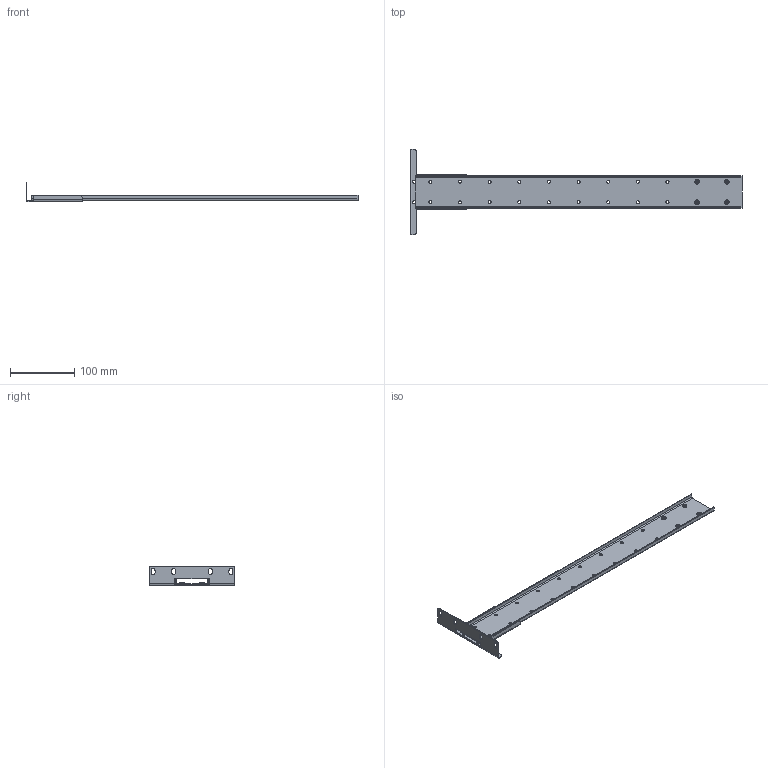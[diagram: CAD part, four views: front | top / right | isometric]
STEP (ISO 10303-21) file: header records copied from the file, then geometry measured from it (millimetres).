
FILE_DESCRIPTION (( 'STEP AP214' ), '1' );
FILE_NAME ('RM3U18BRKT.STEP', '2021-09-10T16:43:47', ( '' ), ( '' ), 'SwSTEP 2.0', 'SolidWorks 2021', '' );
FILE_SCHEMA (( 'AUTOMOTIVE_DESIGN' ));
Length unit declared in the file: inch
Products named in the file (1): RM3U18BRKT
Bounding box: 515.8 x 132.54 x 30.48 mm (x, y, z)
Volume: 61280.1 mm3; surface area: 85011.4 mm2
Topology: 6 solids, 6 shells, 734 faces, 2254 edges, 1538 vertices
Faces by surface type: plane 494, cylinder 208, cone 24, bspline 8
Full cylindrical faces by diameter (mm): 4.775 x22, 7.112 x4
Entity records: 44655 total; most frequent: CARTESIAN_POINT 14925, ORIENTED_EDGE 4392, DIRECTION 3912, EDGE_CURVE 2196, LINE 1598, VECTOR 1598, VERTEX_POINT 1530, AXIS2_PLACEMENT_3D 1157
